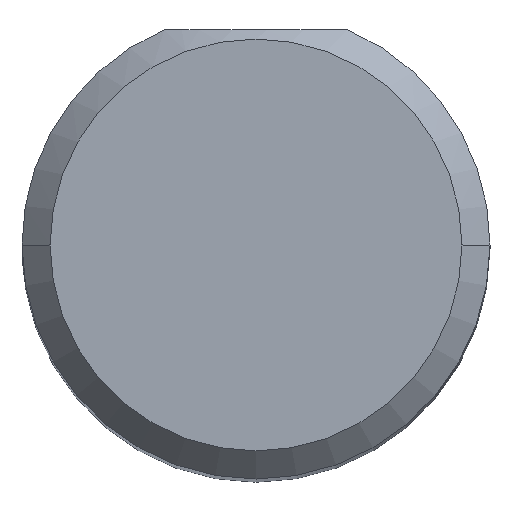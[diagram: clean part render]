
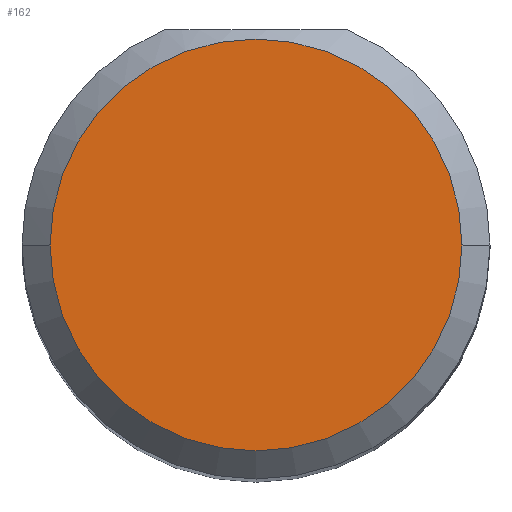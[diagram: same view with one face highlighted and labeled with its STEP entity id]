
A CAD part, top view. The second image highlights one B-rep face of the part: STEP entity #162.
In plain terms, the highlighted planar face has unit normal (0, 0, 1).
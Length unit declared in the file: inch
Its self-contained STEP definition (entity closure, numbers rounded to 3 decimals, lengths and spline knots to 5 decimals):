
#27 = FACE_OUTER_BOUND ( 'NONE', #126, .T. ) ;
#28 = AXIS2_PLACEMENT_3D ( 'NONE', #196, #151, #185 ) ;
#38 = CARTESIAN_POINT ( 'NONE',  ( 0.5, 0., 2.5 ) ) ;
#98 = PLANE ( 'NONE',  #28 ) ;
#112 = ORIENTED_EDGE ( 'NONE', *, *, #486, .F. ) ;
#126 = EDGE_LOOP ( 'NONE', ( #206, #112 ) ) ;
#151 = DIRECTION ( 'NONE',  ( 0., 0., 1. ) ) ;
#162 = ADVANCED_FACE ( 'NONE', ( #27 ), #98, .T. ) ;
#166 = DIRECTION ( 'NONE',  ( 0., 0., -1. ) ) ;
#172 = CIRCLE ( 'NONE', #271, 0.11 ) ;
#180 = DIRECTION ( 'NONE',  ( 0., 0., -1. ) ) ;
#185 = DIRECTION ( 'NONE',  ( -1., 0., 0. ) ) ;
#196 = CARTESIAN_POINT ( 'NONE',  ( 0.5, 0., 2.5 ) ) ;
#205 = CIRCLE ( 'NONE', #445, 0.11 ) ;
#206 = ORIENTED_EDGE ( 'NONE', *, *, #422, .F. ) ;
#211 = DIRECTION ( 'NONE',  ( -1., 0., 0. ) ) ;
#229 = DIRECTION ( 'NONE',  ( -1., 0., 0. ) ) ;
#259 = VERTEX_POINT ( 'NONE', #426 ) ;
#271 = AXIS2_PLACEMENT_3D ( 'NONE', #38, #166, #211 ) ;
#299 = CARTESIAN_POINT ( 'NONE',  ( 0.39, 0., 2.5 ) ) ;
#355 = VERTEX_POINT ( 'NONE', #299 ) ;
#422 = EDGE_CURVE ( 'NONE', #259, #355, #205, .T. ) ;
#426 = CARTESIAN_POINT ( 'NONE',  ( 0.61, 0., 2.5 ) ) ;
#445 = AXIS2_PLACEMENT_3D ( 'NONE', #537, #180, #229 ) ;
#486 = EDGE_CURVE ( 'NONE', #355, #259, #172, .T. ) ;
#537 = CARTESIAN_POINT ( 'NONE',  ( 0.5, 0., 2.5 ) ) ;
